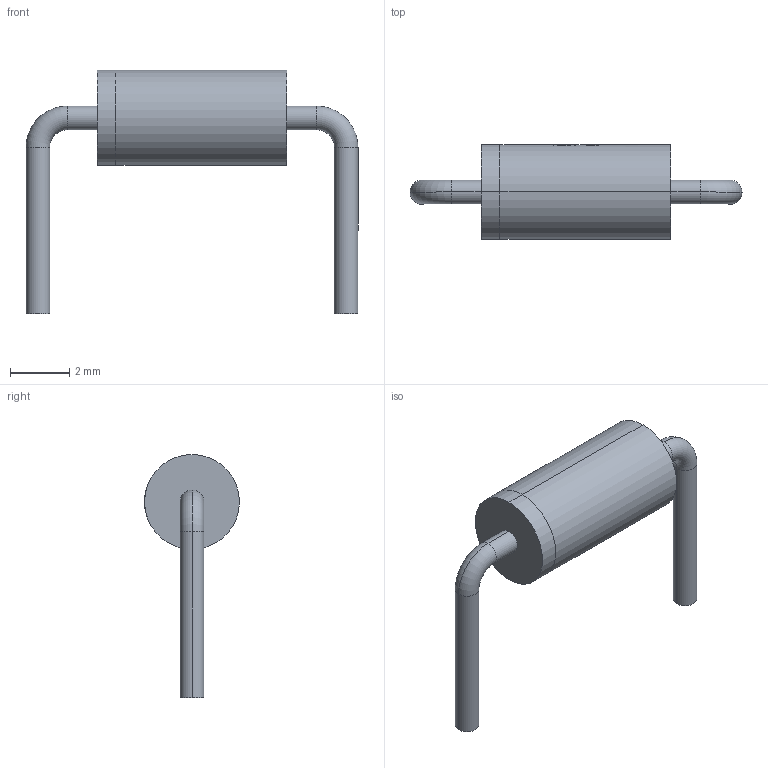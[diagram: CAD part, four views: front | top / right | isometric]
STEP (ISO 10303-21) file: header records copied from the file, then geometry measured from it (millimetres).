
FILE_DESCRIPTION (( 'STEP AP214' ), '1' );
FILE_NAME ('DO-15_BD3.2-L6.4-P10.40-D0.8-RD.step', '2022-07-04T10:18:47', ( '' ), ( '' ), 'SwSTEP 2.0', 'SolidWorks 2020', '' );
FILE_SCHEMA (( 'AUTOMOTIVE_DESIGN' ));
Length unit declared in the file: millimetre
Products named in the file (1): DO-15_BD3.2-L6.4-P10.40-D0.8-RD
Bounding box: 11.2 x 3.2 x 8.2 mm (x, y, z)
Volume: 59.7 mm3; surface area: 121.5 mm2
Topology: 1 solids, 1 shells, 244 faces, 653 edges, 432 vertices
Faces by surface type: plane 111, bspline 98, cylinder 31, torus 4
Entity records: 12094 total; most frequent: CARTESIAN_POINT 4563, ORIENTED_EDGE 1306, EDGE_CURVE 653, DIRECTION 563, VERTEX_POINT 432, EDGE_LOOP 265, UNCERTAINTY_MEASURE_WITH_UNIT 247, STYLED_ITEM 246
